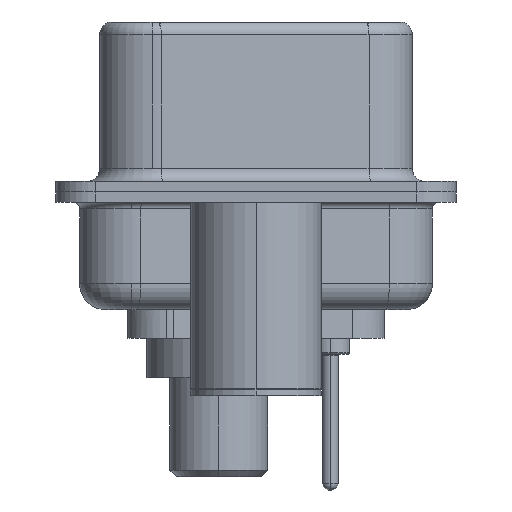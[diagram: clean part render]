
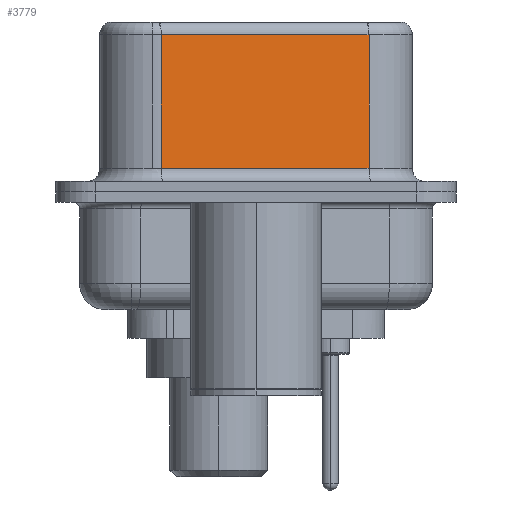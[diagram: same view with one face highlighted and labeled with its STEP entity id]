
A CAD part, left-side view. The second image highlights one B-rep face of the part: STEP entity #3779.
In plain terms, the highlighted planar face has unit normal (-0.985, -0.174, 0).
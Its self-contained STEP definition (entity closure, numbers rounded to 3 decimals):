
#1313 = VERTEX_POINT ( 'NONE', #5440 ) ;
#1972 = EDGE_CURVE ( 'NONE', #17543, #16257, #12216, .T. ) ;
#2130 = CARTESIAN_POINT ( 'NONE',  ( 5.132, -4.322, 0.9 ) ) ;
#3254 = VECTOR ( 'NONE', #13979, 1000. ) ;
#3304 = DIRECTION ( 'NONE',  ( 0.174, -0.985, 0. ) ) ;
#3669 = ORIENTED_EDGE ( 'NONE', *, *, #15246, .T. ) ;
#3779 = ADVANCED_FACE ( 'NONE', ( #6633 ), #10210, .F. ) ;
#4634 = DIRECTION ( 'NONE',  ( -0.174, 0.985, 0. ) ) ;
#4756 = CARTESIAN_POINT ( 'NONE',  ( 3.73, 3.628, 6.52 ) ) ;
#5440 = CARTESIAN_POINT ( 'NONE',  ( 3.73, 3.628, 6.02 ) ) ;
#5913 = EDGE_LOOP ( 'NONE', ( #13457, #3669, #14110, #6187 ) ) ;
#6187 = ORIENTED_EDGE ( 'NONE', *, *, #14369, .T. ) ;
#6213 = EDGE_CURVE ( 'NONE', #1313, #13472, #19743, .T. ) ;
#6290 = VECTOR ( 'NONE', #18272, 1000. ) ;
#6633 = FACE_OUTER_BOUND ( 'NONE', #5913, .T. ) ;
#8980 = DIRECTION ( 'NONE',  ( -0.174, 0.985, 0. ) ) ;
#9050 = DIRECTION ( 'NONE',  ( 0.985, 0.174, 0. ) ) ;
#10210 = PLANE ( 'NONE',  #18383 ) ;
#10469 = LINE ( 'NONE', #13367, #19456 ) ;
#11539 = CARTESIAN_POINT ( 'NONE',  ( 5.132, -4.322, 6.52 ) ) ;
#12216 = LINE ( 'NONE', #11539, #3254 ) ;
#13057 = LINE ( 'NONE', #16443, #17566 ) ;
#13150 = CARTESIAN_POINT ( 'NONE',  ( 5.132, -4.322, 6.02 ) ) ;
#13367 = CARTESIAN_POINT ( 'NONE',  ( 5.132, -4.322, 0.9 ) ) ;
#13457 = ORIENTED_EDGE ( 'NONE', *, *, #1972, .F. ) ;
#13472 = VERTEX_POINT ( 'NONE', #19037 ) ;
#13979 = DIRECTION ( 'NONE',  ( 0., 0., -1. ) ) ;
#14110 = ORIENTED_EDGE ( 'NONE', *, *, #6213, .T. ) ;
#14369 = EDGE_CURVE ( 'NONE', #13472, #16257, #10469, .T. ) ;
#15246 = EDGE_CURVE ( 'NONE', #17543, #1313, #13057, .T. ) ;
#16257 = VERTEX_POINT ( 'NONE', #2130 ) ;
#16443 = CARTESIAN_POINT ( 'NONE',  ( 5.132, -4.322, 6.02 ) ) ;
#17543 = VERTEX_POINT ( 'NONE', #13150 ) ;
#17566 = VECTOR ( 'NONE', #4634, 1000. ) ;
#18272 = DIRECTION ( 'NONE',  ( 0., 0., -1. ) ) ;
#18383 = AXIS2_PLACEMENT_3D ( 'NONE', #20587, #9050, #8980 ) ;
#19037 = CARTESIAN_POINT ( 'NONE',  ( 3.73, 3.628, 0.9 ) ) ;
#19456 = VECTOR ( 'NONE', #3304, 1000. ) ;
#19743 = LINE ( 'NONE', #4756, #6290 ) ;
#20587 = CARTESIAN_POINT ( 'NONE',  ( 5.132, -4.322, 6.52 ) ) ;
